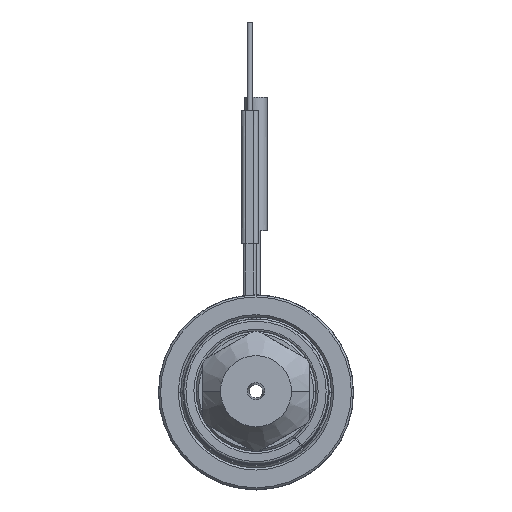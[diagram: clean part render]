
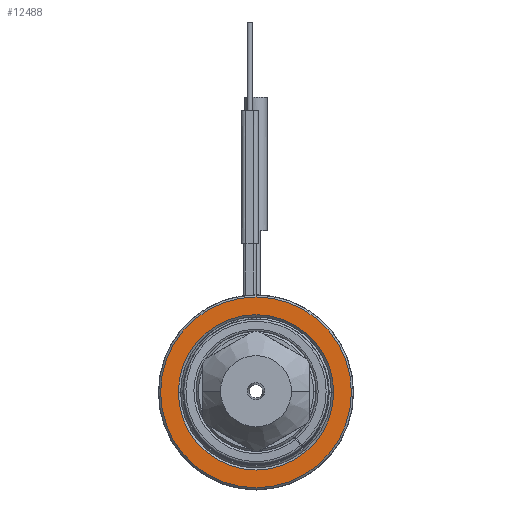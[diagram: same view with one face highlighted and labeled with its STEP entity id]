
A CAD part, top view. The second image highlights one B-rep face of the part: STEP entity #12488.
In plain terms, the highlighted planar face has unit normal (0, 0, 1).
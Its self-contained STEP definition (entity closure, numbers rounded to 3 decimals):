
#3531=CARTESIAN_POINT('',(0.,0.,40.));
#3532=DIRECTION('',(0.,0.,-1.));
#3533=DIRECTION('',(-1.,0.,0.));
#3534=AXIS2_PLACEMENT_3D('',#3531,#3532,#3533);
#3545=CARTESIAN_POINT('',(0.,0.,
40.));
#3546=DIRECTION('',(0.,0.,-1.));
#3547=DIRECTION('',(1.,0.,0.));
#3548=AXIS2_PLACEMENT_3D('',#3545,#3546,#3547);
#3559=CARTESIAN_POINT('',(0.,0.,
40.));
#3560=DIRECTION('',(0.,0.,-1.));
#3561=DIRECTION('',(1.,0.,0.));
#3562=AXIS2_PLACEMENT_3D('',#3559,#3560,#3561);
#3573=CARTESIAN_POINT('',(0.,0.,
40.));
#3574=DIRECTION('',(0.,0.,-1.));
#3575=DIRECTION('',(-1.,0.,0.));
#3576=AXIS2_PLACEMENT_3D('',#3573,#3574,#3575);
#7557=CARTESIAN_POINT('',(21.5,0.,40.));
#7558=CARTESIAN_POINT('',(-21.5,0.,40.));
#7559=VERTEX_POINT('',#7557);
#7560=VERTEX_POINT('',#7558);
#7561=CARTESIAN_POINT('',(17.5,0.,40.));
#7562=CARTESIAN_POINT('',(-17.5,0.,40.));
#7563=VERTEX_POINT('',#7561);
#7564=VERTEX_POINT('',#7562);
#12473=CARTESIAN_POINT('',(0.,0.,40.));
#12474=DIRECTION('',(0.,0.,1.));
#12475=DIRECTION('',(-1.,0.,0.));
#12476=AXIS2_PLACEMENT_3D('',#12473,#12474,#12475);
#12477=PLANE('',#12476);
#12478=ORIENTED_EDGE('',*,*,#12455,.T.);
#12479=ORIENTED_EDGE('',*,*,#12440,.T.);
#12480=EDGE_LOOP('',(#12478,#12479));
#12481=FACE_OUTER_BOUND('',#12480,.F.);
#12483=ORIENTED_EDGE('',*,*,#12482,.F.);
#12485=ORIENTED_EDGE('',*,*,#12484,.F.);
#12486=EDGE_LOOP('',(#12483,#12485));
#12487=FACE_BOUND('',#12486,.F.);
#3535=CIRCLE('',#3534,21.5);
#3549=CIRCLE('',#3548,21.5);
#3563=CIRCLE('',#3562,17.5);
#3577=CIRCLE('',#3576,17.5);
#12440=EDGE_CURVE('',#7560,#7559,#3535,.T.);
#12455=EDGE_CURVE('',#7559,#7560,#3549,.T.);
#12482=EDGE_CURVE('',#7563,#7564,#3563,.T.);
#12484=EDGE_CURVE('',#7564,#7563,#3577,.T.);
#12488=ADVANCED_FACE('',(#12481,#12487),#12477,.T.);
